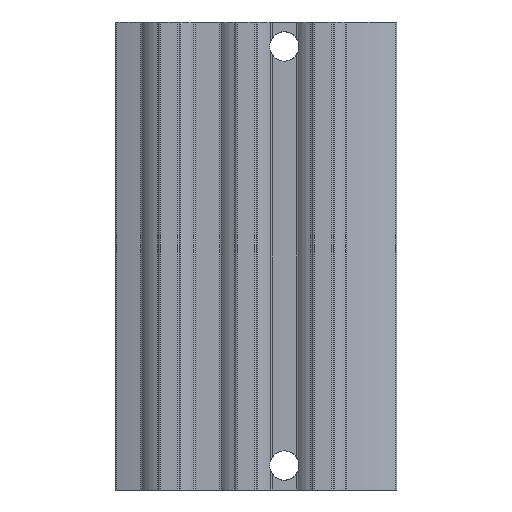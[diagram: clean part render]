
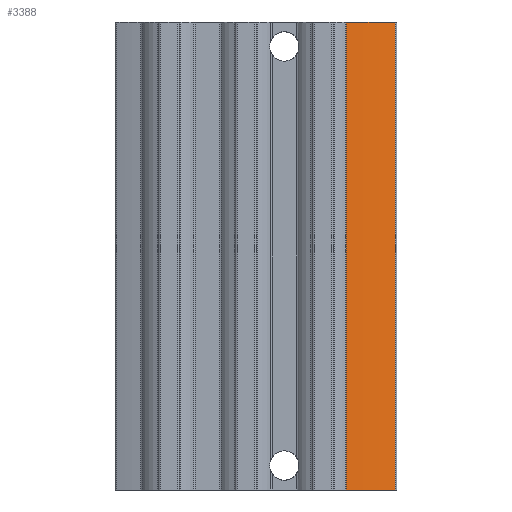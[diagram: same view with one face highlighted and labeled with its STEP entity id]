
A CAD part, front view. The second image highlights one B-rep face of the part: STEP entity #3388.
In plain terms, the highlighted cylindrical face has radius 60 mm (diameter 120 mm), a partial arc.
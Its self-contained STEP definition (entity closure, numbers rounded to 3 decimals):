
#183=CIRCLE('',#3629,60.);
#184=CIRCLE('',#3630,60.);
#467=ORIENTED_EDGE('',*,*,#1387,.F.);
#468=ORIENTED_EDGE('',*,*,#1386,.F.);
#469=ORIENTED_EDGE('',*,*,#1388,.T.);
#470=ORIENTED_EDGE('',*,*,#1389,.T.);
#1386=EDGE_CURVE('',#1840,#1839,#2150,.T.);
#1387=EDGE_CURVE('',#1839,#1841,#183,.T.);
#1388=EDGE_CURVE('',#1840,#1842,#184,.T.);
#1389=EDGE_CURVE('',#1842,#1841,#2151,.T.);
#1839=VERTEX_POINT('',#5456);
#1840=VERTEX_POINT('',#5458);
#1841=VERTEX_POINT('',#5462);
#1842=VERTEX_POINT('',#5464);
#2150=LINE('',#5459,#2402);
#2151=LINE('',#5465,#2403);
#2402=VECTOR('',#4069,1000.);
#2403=VECTOR('',#4076,1000.);
#2668=EDGE_LOOP('',(#467,#468,#469,#470));
#2984=FACE_BOUND('',#2668,.T.);
#3299=CYLINDRICAL_SURFACE('',#3628,60.);
#3388=ADVANCED_FACE('',(#2984),#3299,.T.);
#3628=AXIS2_PLACEMENT_3D('',#5460,#4070,#4071);
#3629=AXIS2_PLACEMENT_3D('',#5461,#4072,#4073);
#3630=AXIS2_PLACEMENT_3D('',#5463,#4074,#4075);
#4069=DIRECTION('',(0.,0.,1.));
#4070=DIRECTION('',(0.,0.,1.));
#4071=DIRECTION('',(1.,0.,0.));
#4072=DIRECTION('',(0.,0.,1.));
#4073=DIRECTION('',(1.,0.,0.));
#4074=DIRECTION('',(0.,0.,1.));
#4075=DIRECTION('',(1.,0.,0.));
#4076=DIRECTION('',(0.,0.,1.));
#5456=CARTESIAN_POINT('',(-21.382,4.442,0.));
#5458=CARTESIAN_POINT('',(-21.382,4.442,-67.));
#5459=CARTESIAN_POINT('',(-21.382,4.442,-67.));
#5460=CARTESIAN_POINT('',(-1.466,61.039,-67.));
#5461=CARTESIAN_POINT('',(-1.466,61.039,0.));
#5462=CARTESIAN_POINT('',(-14.403,2.451,0.));
#5463=CARTESIAN_POINT('',(-1.466,61.039,-67.));
#5464=CARTESIAN_POINT('',(-14.403,2.451,-67.));
#5465=CARTESIAN_POINT('',(-14.403,2.451,-67.));
